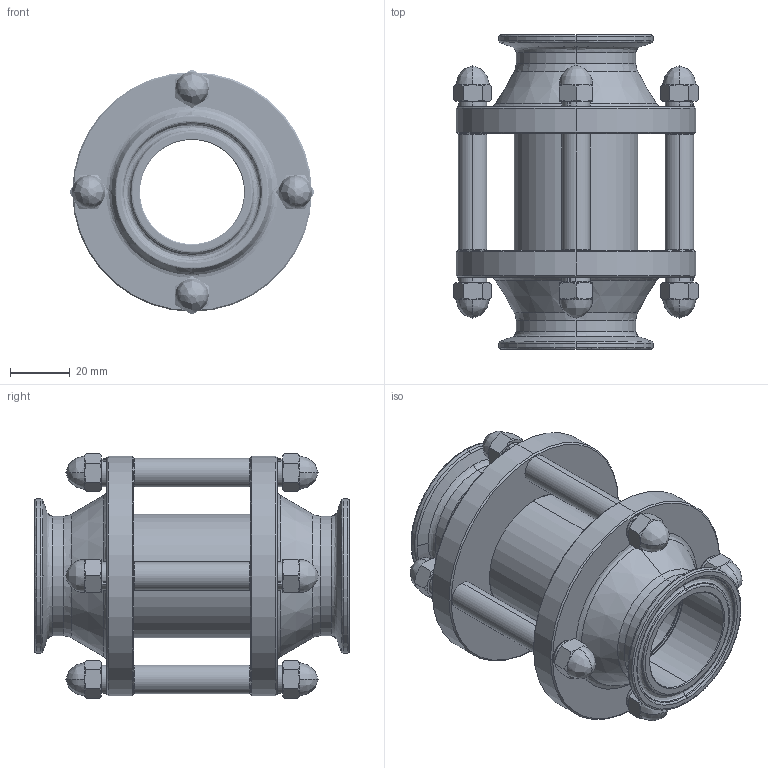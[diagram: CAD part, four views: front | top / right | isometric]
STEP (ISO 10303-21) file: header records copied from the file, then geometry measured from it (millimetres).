
FILE_DESCRIPTION (( 'STEP AP203' ), '1' );
FILE_NAME ('sanitary-360-view-flow-indicator-kf40.STEP', '2022-06-06T20:53:36', ( '' ), ( '' ), 'SwSTEP 2.0', 'SolidWorks 2012', '' );
FILE_SCHEMA (( 'CONFIG_CONTROL_DESIGN' ));
Length unit declared in the file: inch
Products named in the file (1): sanitary-360-view-flow-indicator-kf40
Bounding box: 81.84 x 104.9 x 81.84 mm (x, y, z)
Volume: 139535.3 mm3; surface area: 74557.2 mm2
Topology: 27 solids, 27 shells, 1160 faces, 2956 edges, 1844 vertices
Faces by surface type: cylinder 476, bspline 272, cone 252, plane 160
Entity records: 61561 total; most frequent: CARTESIAN_POINT 37327, ORIENTED_EDGE 5848, DIRECTION 4374, EDGE_CURVE 2924, VERTEX_POINT 1844, AXIS2_PLACEMENT_3D 1809, EDGE_LOOP 1216, FACE_OUTER_BOUND 1160
